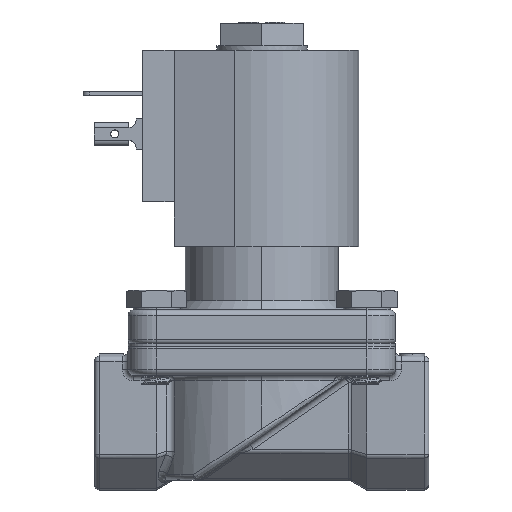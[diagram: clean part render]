
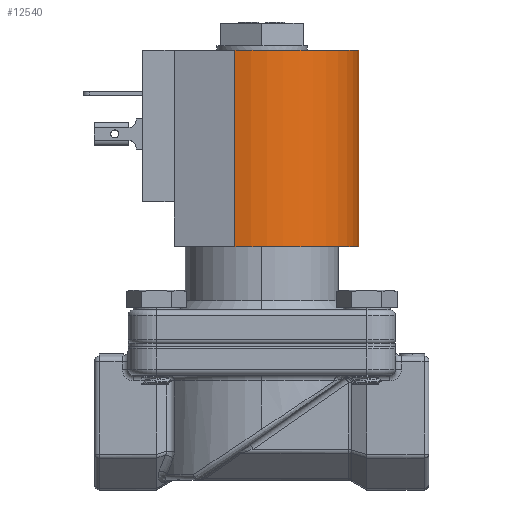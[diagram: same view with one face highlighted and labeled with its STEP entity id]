
A CAD part, top view. The second image highlights one B-rep face of the part: STEP entity #12540.
In plain terms, the highlighted cylindrical face has radius 20.32 mm (diameter 40.64 mm), a partial arc.
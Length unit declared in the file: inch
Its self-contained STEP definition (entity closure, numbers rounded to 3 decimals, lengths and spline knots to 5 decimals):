
#1663 = AXIS2_PLACEMENT_3D ( 'NONE', #22026, #10773, #19798 ) ;
#1994 = DIRECTION ( 'NONE',  ( -1., 0., 0. ) ) ;
#3134 = ORIENTED_EDGE ( 'NONE', *, *, #5616, .T. ) ;
#3967 = FACE_OUTER_BOUND ( 'NONE', #4550, .T. ) ;
#3991 = DIRECTION ( 'NONE',  ( 0., -1., 0. ) ) ;
#4550 = EDGE_LOOP ( 'NONE', ( #8280, #19597, #3134, #26490 ) ) ;
#5616 = EDGE_CURVE ( 'NONE', #11376, #18110, #21641, .T. ) ;
#6815 = VERTEX_POINT ( 'NONE', #18926 ) ;
#8133 = EDGE_CURVE ( 'NONE', #22568, #6815, #24422, .T. ) ;
#8280 = ORIENTED_EDGE ( 'NONE', *, *, #8133, .F. ) ;
#8569 = DIRECTION ( 'NONE',  ( 0., 1., 0. ) ) ;
#10773 = DIRECTION ( 'NONE',  ( 0., -1., 0. ) ) ;
#10798 = CARTESIAN_POINT ( 'NONE',  ( 0.8, 2.416, 0. ) ) ;
#11372 = EDGE_CURVE ( 'NONE', #11376, #22568, #12101, .T. ) ;
#11376 = VERTEX_POINT ( 'NONE', #13164 ) ;
#12101 = CIRCLE ( 'NONE', #15895, 0.8 ) ;
#12239 = VECTOR ( 'NONE', #12468, 39.37008 ) ;
#12468 = DIRECTION ( 'NONE',  ( 0., -1., 0. ) ) ;
#12540 = ADVANCED_FACE ( 'Defeatured_0_379', ( #3967 ), #13003, .T. ) ;
#13003 = CYLINDRICAL_SURFACE ( 'NONE', #1663, 0.8 ) ;
#13164 = CARTESIAN_POINT ( 'NONE',  ( -0.22081, 2.416, 0.76892 ) ) ;
#13244 = EDGE_CURVE ( 'NONE', #18110, #6815, #20596, .T. ) ;
#13250 = CARTESIAN_POINT ( 'NONE',  ( 0., 0.796, 0. ) ) ;
#15895 = AXIS2_PLACEMENT_3D ( 'NONE', #19819, #8569, #26635 ) ;
#18110 = VERTEX_POINT ( 'NONE', #18746 ) ;
#18746 = CARTESIAN_POINT ( 'NONE',  ( -0.22081, 0.796, 0.76892 ) ) ;
#18926 = CARTESIAN_POINT ( 'NONE',  ( 0.8, 0.796, 0. ) ) ;
#19597 = ORIENTED_EDGE ( 'NONE', *, *, #11372, .F. ) ;
#19798 = DIRECTION ( 'NONE',  ( 1., 0., 0. ) ) ;
#19819 = CARTESIAN_POINT ( 'NONE',  ( 0., 2.416, 0. ) ) ;
#20066 = VECTOR ( 'NONE', #3991, 39.37008 ) ;
#20596 = CIRCLE ( 'NONE', #28165, 0.8 ) ;
#21641 = LINE ( 'NONE', #24152, #12239 ) ;
#22026 = CARTESIAN_POINT ( 'NONE',  ( 0., 2.416, 0. ) ) ;
#22273 = DIRECTION ( 'NONE',  ( 0., 1., 0. ) ) ;
#22568 = VERTEX_POINT ( 'NONE', #24398 ) ;
#24152 = CARTESIAN_POINT ( 'NONE',  ( -0.22081, 2.416, 0.76892 ) ) ;
#24398 = CARTESIAN_POINT ( 'NONE',  ( 0.8, 2.416, 0. ) ) ;
#24422 = LINE ( 'NONE', #10798, #20066 ) ;
#26490 = ORIENTED_EDGE ( 'NONE', *, *, #13244, .T. ) ;
#26635 = DIRECTION ( 'NONE',  ( -1., 0., 0. ) ) ;
#28165 = AXIS2_PLACEMENT_3D ( 'NONE', #13250, #22273, #1994 ) ;
